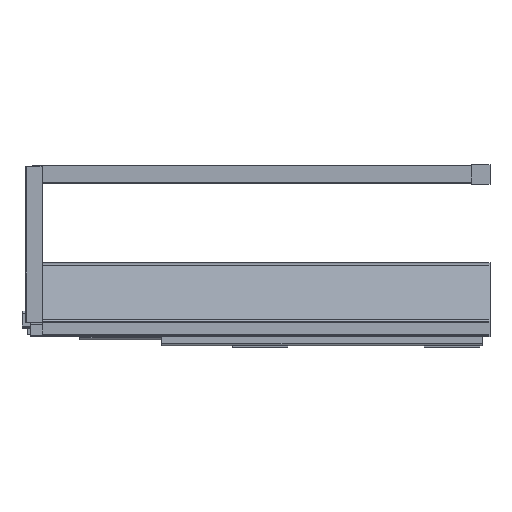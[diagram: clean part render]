
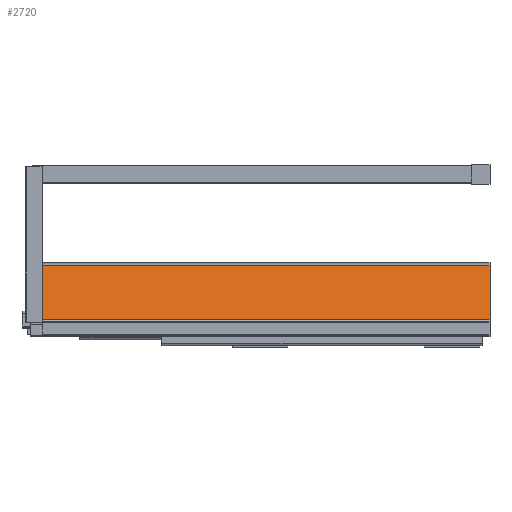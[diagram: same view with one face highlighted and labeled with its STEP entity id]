
A CAD part, top view. The second image highlights one B-rep face of the part: STEP entity #2720.
In plain terms, the highlighted planar face has unit normal (0, 0.208, 0.978).
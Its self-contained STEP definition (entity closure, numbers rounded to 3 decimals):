
#175 = CARTESIAN_POINT ( 'NONE',  ( -525.5, 80.422, 21.003 ) ) ;
#265 = VERTEX_POINT ( 'NONE', #6949 ) ;
#1185 = DIRECTION ( 'NONE',  ( 0., 0.208, 0.978 ) ) ;
#1376 = VERTEX_POINT ( 'NONE', #2121 ) ;
#1858 = EDGE_CURVE ( 'NONE', #1376, #4362, #3525, .T. ) ;
#1902 = LINE ( 'NONE', #12754, #11866 ) ;
#2015 = ORIENTED_EDGE ( 'NONE', *, *, #8798, .F. ) ;
#2029 = CARTESIAN_POINT ( 'NONE',  ( -542., 80.422, 21.003 ) ) ;
#2121 = CARTESIAN_POINT ( 'NONE',  ( -525.5, 17.084, 34.466 ) ) ;
#2720 = ADVANCED_FACE ( 'NONE', ( #3193 ), #10143, .T. ) ;
#3193 = FACE_OUTER_BOUND ( 'NONE', #12462, .T. ) ;
#3525 = LINE ( 'NONE', #3663, #9751 ) ;
#3663 = CARTESIAN_POINT ( 'NONE',  ( 0., 17.084, 34.466 ) ) ;
#3745 = EDGE_CURVE ( 'NONE', #9697, #1376, #9843, .T. ) ;
#4164 = CARTESIAN_POINT ( 'NONE',  ( 0., 17.084, 34.466 ) ) ;
#4321 = ORIENTED_EDGE ( 'NONE', *, *, #8285, .F. ) ;
#4362 = VERTEX_POINT ( 'NONE', #4164 ) ;
#4980 = VECTOR ( 'NONE', #10956, 1000. ) ;
#5073 = DIRECTION ( 'NONE',  ( 0., -0.978, 0.208 ) ) ;
#5683 = LINE ( 'NONE', #10627, #7145 ) ;
#6255 = AXIS2_PLACEMENT_3D ( 'NONE', #2029, #1185, #5073 ) ;
#6949 = CARTESIAN_POINT ( 'NONE',  ( 0., 80.422, 21.003 ) ) ;
#7145 = VECTOR ( 'NONE', #9450, 1000. ) ;
#7614 = ORIENTED_EDGE ( 'NONE', *, *, #1858, .T. ) ;
#8285 = EDGE_CURVE ( 'NONE', #9697, #265, #5683, .T. ) ;
#8406 = DIRECTION ( 'NONE',  ( 1., 0., 0. ) ) ;
#8798 = EDGE_CURVE ( 'NONE', #265, #4362, #1902, .T. ) ;
#8812 = CARTESIAN_POINT ( 'NONE',  ( -525.5, 80.422, 21.003 ) ) ;
#8848 = DIRECTION ( 'NONE',  ( 0., -0.978, 0.208 ) ) ;
#9450 = DIRECTION ( 'NONE',  ( 1., 0., 0. ) ) ;
#9697 = VERTEX_POINT ( 'NONE', #8812 ) ;
#9751 = VECTOR ( 'NONE', #8406, 1000. ) ;
#9843 = LINE ( 'NONE', #175, #4980 ) ;
#10143 = PLANE ( 'NONE',  #6255 ) ;
#10627 = CARTESIAN_POINT ( 'NONE',  ( -542., 80.422, 21.003 ) ) ;
#10956 = DIRECTION ( 'NONE',  ( 0., -0.978, 0.208 ) ) ;
#11495 = ORIENTED_EDGE ( 'NONE', *, *, #3745, .T. ) ;
#11866 = VECTOR ( 'NONE', #8848, 1000. ) ;
#12462 = EDGE_LOOP ( 'NONE', ( #4321, #11495, #7614, #2015 ) ) ;
#12754 = CARTESIAN_POINT ( 'NONE',  ( 0., 80.422, 21.003 ) ) ;
